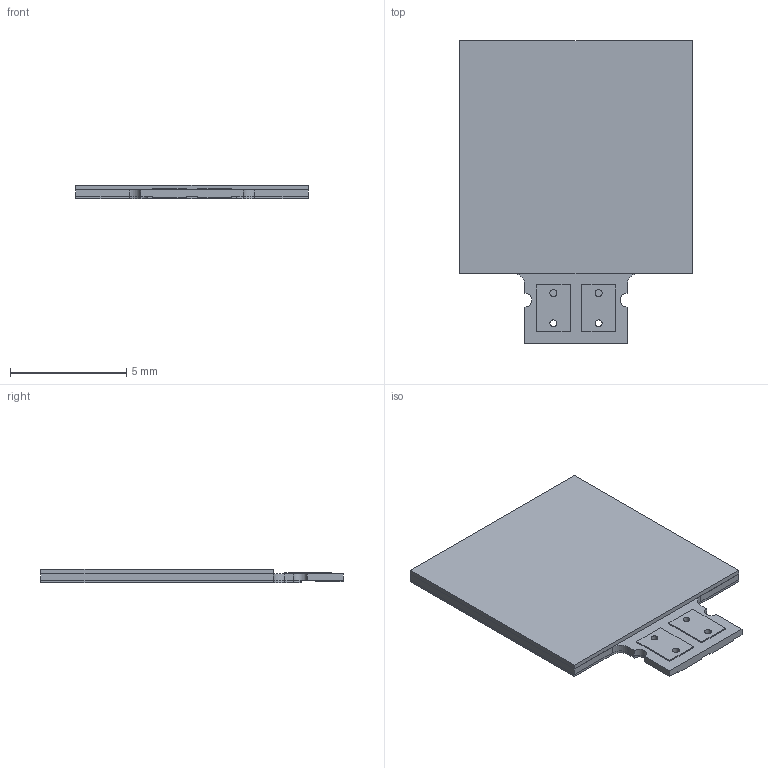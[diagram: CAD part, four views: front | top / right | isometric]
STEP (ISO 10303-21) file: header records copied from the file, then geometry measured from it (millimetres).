
FILE_DESCRIPTION (( 'STEP AP203' ), '1' );
FILE_NAME ('MTN10557-E0W.STEP', '2018-02-09T13:46:20', ( '' ), ( '' ), 'SwSTEP 2.0', 'SolidWorks 2016', '' );
FILE_SCHEMA (( 'CONFIG_CONTROL_DESIGN' ));
Length unit declared in the file: millimetre
Products named in the file (1): MTN10557-E0W
Bounding box: 10 x 13 x 0.6 mm (x, y, z)
Volume: 64.8 mm3; surface area: 664.8 mm2
Topology: 3 solids, 3 shells, 64 faces, 168 edges, 112 vertices
Faces by surface type: plane 46, cylinder 18
Entity records: 2057 total; most frequent: CARTESIAN_POINT 345, ORIENTED_EDGE 336, DIRECTION 334, EDGE_CURVE 168, LINE 132, VECTOR 132, VERTEX_POINT 112, AXIS2_PLACEMENT_3D 101
